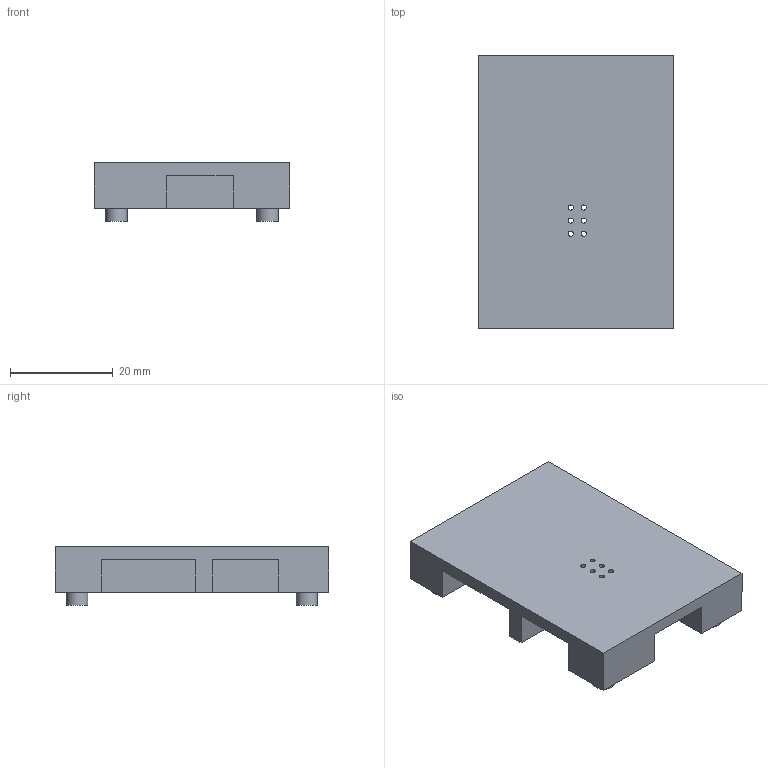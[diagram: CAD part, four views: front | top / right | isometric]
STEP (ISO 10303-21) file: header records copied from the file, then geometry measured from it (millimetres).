
FILE_DESCRIPTION(/* description */ (''),/* implementation_level */ '2;1');
FILE_NAME(/* name */ 'Soldering_Jig_Swerve.stp',/* time_stamp */ '2024-02-02T09:34:09-05:00',/* author */ ('Paul'),/* organization */ (''),/* preprocessor_version */ 'ST-DEVELOPER v18.1',/* originating_system */ 'Autodesk Inventor 2022',/* authorisation */ '');
FILE_SCHEMA (('AUTOMOTIVE_DESIGN { 1 0 10303 214 3 1 1 }'));
Length unit declared in the file: inch
Products named in the file (1): Soldering_Jig_Swerve
Bounding box: 38.1 x 53.34 x 11.43 mm (x, y, z)
Volume: 10030.6 mm3; surface area: 7331.1 mm2
Topology: 1 solids, 1 shells, 50 faces, 126 edges, 84 vertices
Faces by surface type: plane 40, cylinder 10
Full cylindrical faces by diameter (mm): 1 x6, 4.191 x4
Entity records: 1557 total; most frequent: CARTESIAN_POINT 261, ORIENTED_EDGE 252, DIRECTION 248, EDGE_CURVE 126, LINE 106, VECTOR 106, VERTEX_POINT 84, AXIS2_PLACEMENT_3D 71
